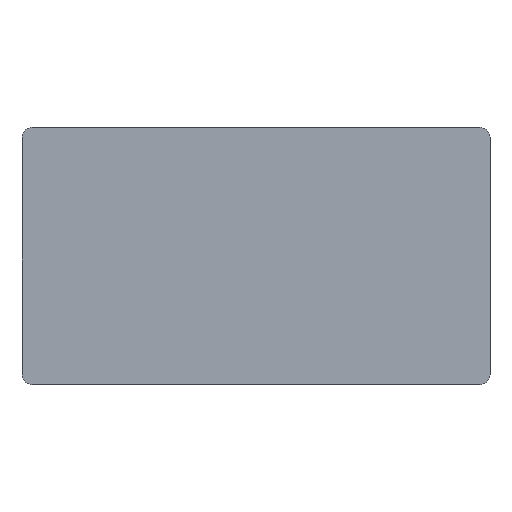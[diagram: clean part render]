
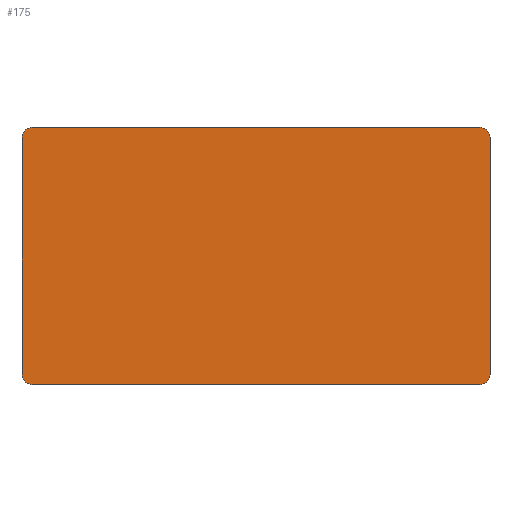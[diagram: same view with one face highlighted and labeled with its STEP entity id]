
A CAD part, top view. The second image highlights one B-rep face of the part: STEP entity #175.
In plain terms, the highlighted planar face has unit normal (0, 0, 1).
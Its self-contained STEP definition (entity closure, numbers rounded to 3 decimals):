
#16=PLANE('',#189);
#23=FACE_OUTER_BOUND('',#33,.T.);
#33=EDGE_LOOP('',(#129,#130,#131,#132,#133,#134,#135,#136));
#43=LINE('',#269,#59);
#46=LINE('',#275,#62);
#47=LINE('',#279,#63);
#48=LINE('',#283,#64);
#59=VECTOR('',#215,10.);
#62=VECTOR('',#220,10.);
#63=VECTOR('',#223,10.);
#64=VECTOR('',#226,10.);
#74=CIRCLE('',#187,2.);
#75=CIRCLE('',#190,2.);
#76=CIRCLE('',#191,2.);
#77=CIRCLE('',#192,2.);
#83=VERTEX_POINT('',#262);
#84=VERTEX_POINT('',#264);
#85=VERTEX_POINT('',#268);
#87=VERTEX_POINT('',#274);
#88=VERTEX_POINT('',#276);
#89=VERTEX_POINT('',#278);
#90=VERTEX_POINT('',#280);
#91=VERTEX_POINT('',#282);
#99=EDGE_CURVE('',#83,#84,#74,.T.);
#101=EDGE_CURVE('',#84,#85,#43,.T.);
#104=EDGE_CURVE('',#87,#83,#46,.T.);
#105=EDGE_CURVE('',#88,#87,#75,.T.);
#106=EDGE_CURVE('',#89,#88,#47,.T.);
#107=EDGE_CURVE('',#90,#89,#76,.T.);
#108=EDGE_CURVE('',#91,#90,#48,.T.);
#109=EDGE_CURVE('',#85,#91,#77,.T.);
#129=ORIENTED_EDGE('',*,*,#99,.F.);
#130=ORIENTED_EDGE('',*,*,#104,.F.);
#131=ORIENTED_EDGE('',*,*,#105,.F.);
#132=ORIENTED_EDGE('',*,*,#106,.F.);
#133=ORIENTED_EDGE('',*,*,#107,.F.);
#134=ORIENTED_EDGE('',*,*,#108,.F.);
#135=ORIENTED_EDGE('',*,*,#109,.F.);
#136=ORIENTED_EDGE('',*,*,#101,.F.);
#175=ADVANCED_FACE('',(#23),#16,.T.);
#187=AXIS2_PLACEMENT_3D('',#265,#210,#211);
#189=AXIS2_PLACEMENT_3D('',#273,#218,#219);
#190=AXIS2_PLACEMENT_3D('',#277,#221,#222);
#191=AXIS2_PLACEMENT_3D('',#281,#224,#225);
#192=AXIS2_PLACEMENT_3D('',#284,#227,#228);
#210=DIRECTION('center_axis',(0.,0.,-1.));
#211=DIRECTION('ref_axis',(-0.707,-0.707,0.));
#215=DIRECTION('',(0.,1.,0.));
#218=DIRECTION('center_axis',(0.,0.,1.));
#219=DIRECTION('ref_axis',(-1.,0.,0.));
#220=DIRECTION('',(-1.,0.,0.));
#221=DIRECTION('center_axis',(0.,0.,-1.));
#222=DIRECTION('ref_axis',(0.707,-0.707,0.));
#223=DIRECTION('',(0.,-1.,0.));
#224=DIRECTION('center_axis',(0.,0.,-1.));
#225=DIRECTION('ref_axis',(0.707,0.707,0.));
#226=DIRECTION('',(1.,0.,0.));
#227=DIRECTION('center_axis',(0.,0.,-1.));
#228=DIRECTION('ref_axis',(-0.707,0.707,0.));
#262=CARTESIAN_POINT('',(-43.5,-25.,18.8));
#264=CARTESIAN_POINT('',(-45.5,-23.,18.8));
#265=CARTESIAN_POINT('Origin',(-43.5,-23.,18.8));
#268=CARTESIAN_POINT('',(-45.5,23.,18.8));
#269=CARTESIAN_POINT('',(-45.5,-25.,18.8));
#273=CARTESIAN_POINT('Origin',(0.,0.,18.8));
#274=CARTESIAN_POINT('',(43.5,-25.,18.8));
#275=CARTESIAN_POINT('',(45.5,-25.,18.8));
#276=CARTESIAN_POINT('',(45.5,-23.,18.8));
#277=CARTESIAN_POINT('Origin',(43.5,-23.,18.8));
#278=CARTESIAN_POINT('',(45.5,23.,18.8));
#279=CARTESIAN_POINT('',(45.5,25.,18.8));
#280=CARTESIAN_POINT('',(43.5,25.,18.8));
#281=CARTESIAN_POINT('Origin',(43.5,23.,18.8));
#282=CARTESIAN_POINT('',(-43.5,25.,18.8));
#283=CARTESIAN_POINT('',(-45.5,25.,18.8));
#284=CARTESIAN_POINT('Origin',(-43.5,23.,18.8));
